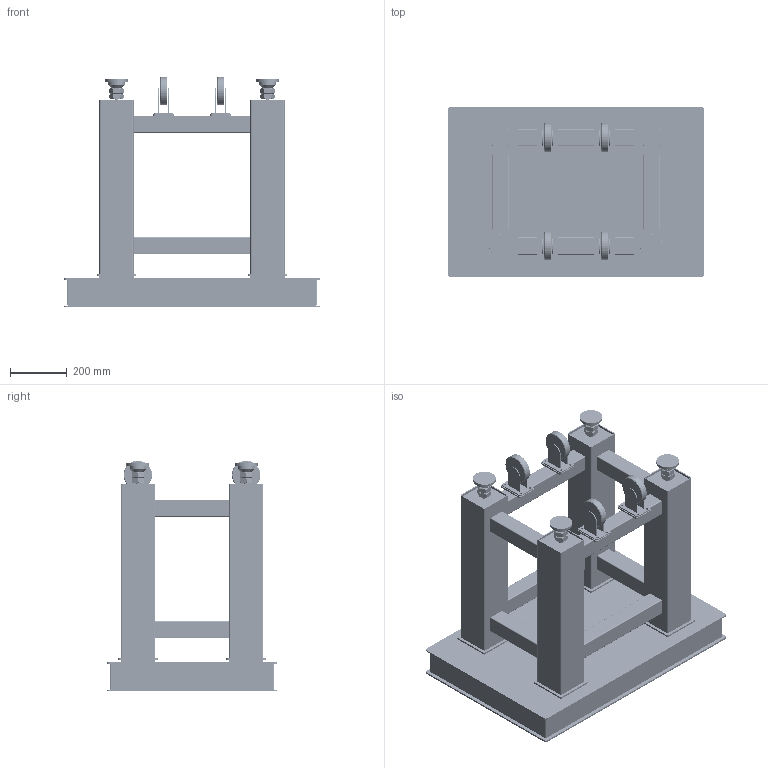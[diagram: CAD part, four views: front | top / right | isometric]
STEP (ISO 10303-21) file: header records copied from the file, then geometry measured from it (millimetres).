
FILE_DESCRIPTION (( 'STEP AP214' ), '1' );
FILE_NAME ('516100.STEP', '2024-03-29T03:38:04', ( '' ), ( '' ), 'SwSTEP 2.0', 'SolidWorks 2020', '' );
FILE_SCHEMA (( 'AUTOMOTIVE_DESIGN' ));
Length unit declared in the file: millimetre
Products named in the file (1): 516100
Bounding box: 900 x 600 x 809 mm (x, y, z)
Volume: 59742846 mm3; surface area: 7878029.6 mm2
Topology: 63 solids, 63 shells, 2510 faces, 6976 edges, 4604 vertices
Faces by surface type: cylinder 1824, plane 494, cone 160, bspline 32
Entity records: 115746 total; most frequent: CARTESIAN_POINT 17335, DIRECTION 15274, ORIENTED_EDGE 13952, EDGE_CURVE 6976, AXIS2_PLACEMENT_3D 6239, VERTEX_POINT 4604, EDGE_LOOP 4146, CIRCLE 3760
